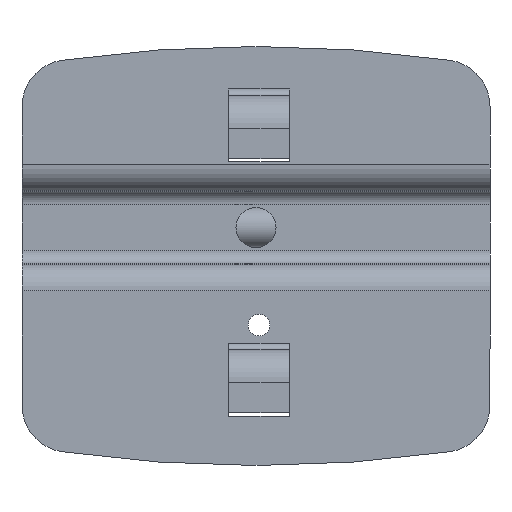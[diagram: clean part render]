
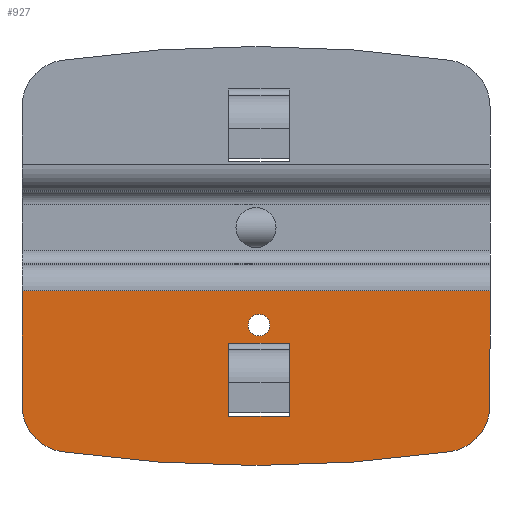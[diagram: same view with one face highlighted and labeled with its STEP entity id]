
A CAD part, front view. The second image highlights one B-rep face of the part: STEP entity #927.
In plain terms, the highlighted planar face has unit normal (0, -1, 0).
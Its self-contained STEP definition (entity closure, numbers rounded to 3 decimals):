
#531=CARTESIAN_POINT('',(-39.052,0.0,-11.184));
#532=VERTEX_POINT('',#531);
#550=CARTESIAN_POINT('',(-30.052,0.0,-11.184));
#551=VERTEX_POINT('',#550);
#559=CARTESIAN_POINT('',(-30.052,0.0,-11.184));
#560=DIRECTION('',(-1.0,0.0,0.0));
#561=VECTOR('',#560,9.);
#562=LINE('',#559,#561);
#563=EDGE_CURVE('',#551,#532,#562,.T.);
#649=CARTESIAN_POINT('',(-30.052,0.0,-14.1));
#650=VERTEX_POINT('',#649);
#657=CARTESIAN_POINT('',(-39.052,0.0,-14.1));
#658=VERTEX_POINT('',#657);
#797=CARTESIAN_POINT('',(-30.052,0.0,-11.184));
#798=DIRECTION('',(0.0,0.0,-1.0));
#799=VECTOR('',#798,2.916);
#800=LINE('',#797,#799);
#801=EDGE_CURVE('',#551,#650,#800,.T.);
#822=CARTESIAN_POINT('',(-39.052,0.0,-14.1));
#823=DIRECTION('',(0.0,0.0,1.0));
#824=VECTOR('',#823,2.916);
#825=LINE('',#822,#824);
#826=EDGE_CURVE('',#658,#532,#825,.T.);
#831=CARTESIAN_POINT('',(-35.,0.0,-14.75));
#832=DIRECTION('',(0.0,1.0,0.0));
#833=DIRECTION('',(0.0,0.0,1.0));
#834=AXIS2_PLACEMENT_3D('',#831,#832,#833);
#835=PLANE('',#834);
#836=CARTESIAN_POINT('',(-63.987,0.,-27.447));
#837=VERTEX_POINT('',#836);
#838=CARTESIAN_POINT('',(-70.,0.0,-20.517));
#839=VERTEX_POINT('',#838);
#840=CARTESIAN_POINT('',(-63.,0.,-20.517));
#841=DIRECTION('',(0.,1.0,0.));
#842=DIRECTION('',(-0.755,0.,-0.655));
#843=AXIS2_PLACEMENT_3D('',#840,#841,#842);
#844=CIRCLE('',#843,7.);
#845=EDGE_CURVE('',#837,#839,#844,.T.);
#846=ORIENTED_EDGE('',*,*,#845,.F.);
#847=CARTESIAN_POINT('',(-6.013,0.,-27.447));
#848=VERTEX_POINT('',#847);
#849=CARTESIAN_POINT('',(-35.,0.,176.167));
#850=DIRECTION('',(0.,-1.0,0.));
#851=DIRECTION('',(0.17,0.,-0.985));
#852=AXIS2_PLACEMENT_3D('',#849,#850,#851);
#853=CIRCLE('',#852,205.667);
#854=EDGE_CURVE('',#837,#848,#853,.T.);
#855=ORIENTED_EDGE('',*,*,#854,.T.);
#856=CARTESIAN_POINT('',(0.,0.0,-20.517));
#857=VERTEX_POINT('',#856);
#858=CARTESIAN_POINT('',(-7.,0.,-20.517));
#859=DIRECTION('',(0.,1.0,0.));
#860=DIRECTION('',(0.755,0.,-0.655));
#861=AXIS2_PLACEMENT_3D('',#858,#859,#860);
#862=CIRCLE('',#861,7.);
#863=EDGE_CURVE('',#857,#848,#862,.T.);
#864=ORIENTED_EDGE('',*,*,#863,.F.);
#865=CARTESIAN_POINT('',(0.,0.,-3.356));
#866=VERTEX_POINT('',#865);
#867=CARTESIAN_POINT('',(0.,0.0,-20.517));
#868=DIRECTION('',(0.0,0.0,1.0));
#869=VECTOR('',#868,17.161);
#870=LINE('',#867,#869);
#871=EDGE_CURVE('',#857,#866,#870,.T.);
#872=ORIENTED_EDGE('',*,*,#871,.T.);
#873=CARTESIAN_POINT('',(-70.,0.,-3.356));
#874=VERTEX_POINT('',#873);
#875=CARTESIAN_POINT('',(0.0,0.0,-3.356));
#876=DIRECTION('',(-1.0,0.0,0.0));
#877=VECTOR('',#876,70.0);
#878=LINE('',#875,#877);
#879=EDGE_CURVE('',#866,#874,#878,.T.);
#880=ORIENTED_EDGE('',*,*,#879,.T.);
#881=CARTESIAN_POINT('',(-70.,0.0,-3.356));
#882=DIRECTION('',(0.0,0.0,-1.0));
#883=VECTOR('',#882,17.161);
#884=LINE('',#881,#883);
#885=EDGE_CURVE('',#874,#839,#884,.T.);
#886=ORIENTED_EDGE('',*,*,#885,.T.);
#887=EDGE_LOOP('',(#846,#855,#864,#872,#880,#886));
#888=FACE_OUTER_BOUND('',#887,.T.);
#889=ORIENTED_EDGE('',*,*,#801,.T.);
#890=CARTESIAN_POINT('',(-30.052,0.0,-22.1));
#891=VERTEX_POINT('',#890);
#892=CARTESIAN_POINT('',(-30.052,0.0,-14.1));
#893=DIRECTION('',(0.0,0.0,-1.0));
#894=VECTOR('',#893,8.0);
#895=LINE('',#892,#894);
#896=EDGE_CURVE('',#650,#891,#895,.T.);
#897=ORIENTED_EDGE('',*,*,#896,.T.);
#898=CARTESIAN_POINT('',(-39.052,0.0,-22.1));
#899=VERTEX_POINT('',#898);
#900=CARTESIAN_POINT('',(-30.052,0.0,-22.1));
#901=DIRECTION('',(-1.0,0.0,0.0));
#902=VECTOR('',#901,9.);
#903=LINE('',#900,#902);
#904=EDGE_CURVE('',#891,#899,#903,.T.);
#905=ORIENTED_EDGE('',*,*,#904,.T.);
#906=CARTESIAN_POINT('',(-39.052,0.0,-22.1));
#907=DIRECTION('',(0.0,0.0,1.0));
#908=VECTOR('',#907,8.);
#909=LINE('',#906,#908);
#910=EDGE_CURVE('',#899,#658,#909,.T.);
#911=ORIENTED_EDGE('',*,*,#910,.T.);
#912=ORIENTED_EDGE('',*,*,#826,.T.);
#913=ORIENTED_EDGE('',*,*,#563,.F.);
#914=EDGE_LOOP('',(#889,#897,#905,#911,#912,#913));
#915=FACE_BOUND('',#914,.T.);
#916=CARTESIAN_POINT('',(-36.173,0.0,-8.505));
#917=VERTEX_POINT('',#916);
#918=CARTESIAN_POINT('',(-34.552,0.0,-8.505));
#919=DIRECTION('',(0.0,1.0,0.0));
#920=DIRECTION('',(1.0,0.0,0.0));
#921=AXIS2_PLACEMENT_3D('',#918,#919,#920);
#922=CIRCLE('',#921,1.621);
#923=EDGE_CURVE('',#917,#917,#922,.T.);
#924=ORIENTED_EDGE('',*,*,#923,.T.);
#925=EDGE_LOOP('',(#924));
#926=FACE_BOUND('',#925,.T.);
#927=ADVANCED_FACE('',(#888,#915,#926),#835,.F.);
